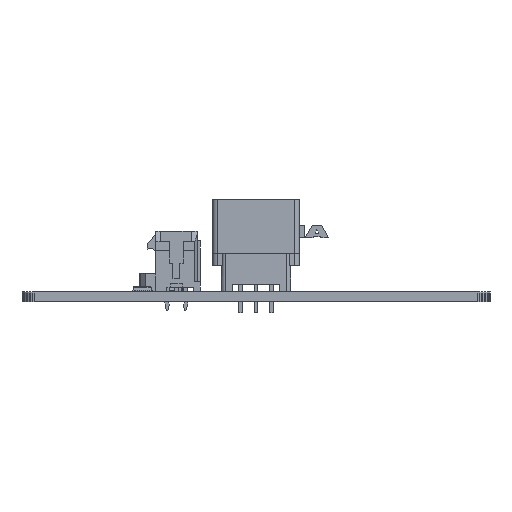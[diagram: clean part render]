
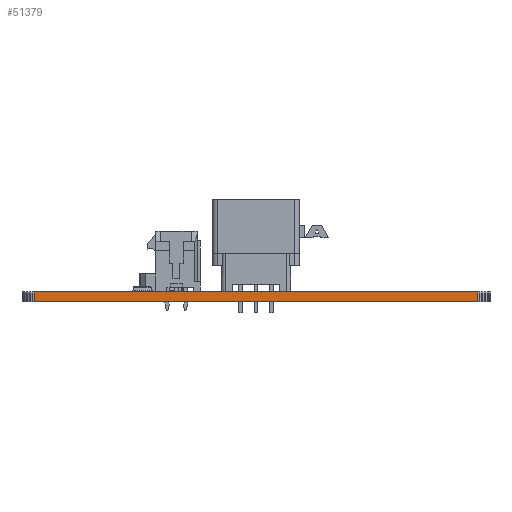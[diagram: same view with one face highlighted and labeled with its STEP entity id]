
A CAD part, front view. The second image highlights one B-rep face of the part: STEP entity #51379.
In plain terms, the highlighted planar face has unit normal (0, -1, 0).
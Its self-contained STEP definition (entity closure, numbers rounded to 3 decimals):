
#41977 = PLANE('',#41978);
#41978 = AXIS2_PLACEMENT_3D('',#41979,#41980,#41981);
#41979 = CARTESIAN_POINT('',(39.2,48.,1.6));
#41980 = DIRECTION('',(-0.,-0.,-1.));
#41981 = DIRECTION('',(-1.,0.,0.));
#42031 = PLANE('',#42032);
#42032 = AXIS2_PLACEMENT_3D('',#42033,#42034,#42035);
#42033 = CARTESIAN_POINT('',(39.2,48.,0.));
#42034 = DIRECTION('',(-0.,-0.,-1.));
#42035 = DIRECTION('',(-1.,0.,0.));
#42728 = VERTEX_POINT('',#42729);
#42729 = CARTESIAN_POINT('',(75.7,-0.,0.));
#42743 = PLANE('',#42744);
#42744 = AXIS2_PLACEMENT_3D('',#42745,#42746,#42747);
#42745 = CARTESIAN_POINT('',(75.985,0.02,0.));
#42746 = DIRECTION('',(0.071,-0.997,0.));
#42747 = DIRECTION('',(-0.997,-0.071,0.));
#42755 = EDGE_CURVE('',#42728,#42756,#42758,.T.);
#42756 = VERTEX_POINT('',#42757);
#42757 = CARTESIAN_POINT('',(2.7,-0.,0.));
#42758 = SURFACE_CURVE('',#42759,(#42763,#42770),.PCURVE_S1.);
#42759 = LINE('',#42760,#42761);
#42760 = CARTESIAN_POINT('',(75.7,-0.,0.));
#42761 = VECTOR('',#42762,1.);
#42762 = DIRECTION('',(-1.,0.,0.));
#42763 = PCURVE('',#42031,#42764);
#42764 = DEFINITIONAL_REPRESENTATION('',(#42765),#42769);
#42765 = LINE('',#42766,#42767);
#42766 = CARTESIAN_POINT('',(-36.5,-48.));
#42767 = VECTOR('',#42768,1.);
#42768 = DIRECTION('',(1.,0.));
#42769 = ( GEOMETRIC_REPRESENTATION_CONTEXT(2) 
PARAMETRIC_REPRESENTATION_CONTEXT() REPRESENTATION_CONTEXT('2D SPACE',''
  ) );
#42770 = PCURVE('',#42771,#42776);
#42771 = PLANE('',#42772);
#42772 = AXIS2_PLACEMENT_3D('',#42773,#42774,#42775);
#42773 = CARTESIAN_POINT('',(75.7,0.,0.));
#42774 = DIRECTION('',(0.,-1.,0.));
#42775 = DIRECTION('',(-1.,0.,0.));
#42776 = DEFINITIONAL_REPRESENTATION('',(#42777),#42781);
#42777 = LINE('',#42778,#42779);
#42778 = CARTESIAN_POINT('',(0.,0.));
#42779 = VECTOR('',#42780,1.);
#42780 = DIRECTION('',(1.,0.));
#42781 = ( GEOMETRIC_REPRESENTATION_CONTEXT(2) 
PARAMETRIC_REPRESENTATION_CONTEXT() REPRESENTATION_CONTEXT('2D SPACE',''
  ) );
#42799 = PLANE('',#42800);
#42800 = AXIS2_PLACEMENT_3D('',#42801,#42802,#42803);
#42801 = CARTESIAN_POINT('',(2.7,0.,0.));
#42802 = DIRECTION('',(-0.071,-0.997,0.));
#42803 = DIRECTION('',(-0.997,0.071,0.));
#47007 = VERTEX_POINT('',#47008);
#47008 = CARTESIAN_POINT('',(75.7,0.,1.6));
#47029 = EDGE_CURVE('',#47007,#47030,#47032,.T.);
#47030 = VERTEX_POINT('',#47031);
#47031 = CARTESIAN_POINT('',(2.7,0.,1.6));
#47032 = SURFACE_CURVE('',#47033,(#47037,#47044),.PCURVE_S1.);
#47033 = LINE('',#47034,#47035);
#47034 = CARTESIAN_POINT('',(75.7,0.,1.6));
#47035 = VECTOR('',#47036,1.);
#47036 = DIRECTION('',(-1.,0.,0.));
#47037 = PCURVE('',#41977,#47038);
#47038 = DEFINITIONAL_REPRESENTATION('',(#47039),#47043);
#47039 = LINE('',#47040,#47041);
#47040 = CARTESIAN_POINT('',(-36.5,-48.));
#47041 = VECTOR('',#47042,1.);
#47042 = DIRECTION('',(1.,0.));
#47043 = ( GEOMETRIC_REPRESENTATION_CONTEXT(2) 
PARAMETRIC_REPRESENTATION_CONTEXT() REPRESENTATION_CONTEXT('2D SPACE',''
  ) );
#47044 = PCURVE('',#42771,#47045);
#47045 = DEFINITIONAL_REPRESENTATION('',(#47046),#47050);
#47046 = LINE('',#47047,#47048);
#47047 = CARTESIAN_POINT('',(0.,-1.6));
#47048 = VECTOR('',#47049,1.);
#47049 = DIRECTION('',(1.,0.));
#47050 = ( GEOMETRIC_REPRESENTATION_CONTEXT(2) 
PARAMETRIC_REPRESENTATION_CONTEXT() REPRESENTATION_CONTEXT('2D SPACE',''
  ) );
#51331 = EDGE_CURVE('',#42728,#47007,#51332,.T.);
#51332 = SURFACE_CURVE('',#51333,(#51337,#51344),.PCURVE_S1.);
#51333 = LINE('',#51334,#51335);
#51334 = CARTESIAN_POINT('',(75.7,-0.,0.));
#51335 = VECTOR('',#51336,1.);
#51336 = DIRECTION('',(0.,0.,1.));
#51337 = PCURVE('',#42743,#51338);
#51338 = DEFINITIONAL_REPRESENTATION('',(#51339),#51343);
#51339 = LINE('',#51340,#51341);
#51340 = CARTESIAN_POINT('',(0.285,0.));
#51341 = VECTOR('',#51342,1.);
#51342 = DIRECTION('',(0.,-1.));
#51343 = ( GEOMETRIC_REPRESENTATION_CONTEXT(2) 
PARAMETRIC_REPRESENTATION_CONTEXT() REPRESENTATION_CONTEXT('2D SPACE',''
  ) );
#51344 = PCURVE('',#42771,#51345);
#51345 = DEFINITIONAL_REPRESENTATION('',(#51346),#51350);
#51346 = LINE('',#51347,#51348);
#51347 = CARTESIAN_POINT('',(0.,0.));
#51348 = VECTOR('',#51349,1.);
#51349 = DIRECTION('',(0.,-1.));
#51350 = ( GEOMETRIC_REPRESENTATION_CONTEXT(2) 
PARAMETRIC_REPRESENTATION_CONTEXT() REPRESENTATION_CONTEXT('2D SPACE',''
  ) );
#51379 = ADVANCED_FACE('',(#51380),#42771,.T.);
#51380 = FACE_BOUND('',#51381,.T.);
#51381 = EDGE_LOOP('',(#51382,#51383,#51384,#51405));
#51382 = ORIENTED_EDGE('',*,*,#51331,.T.);
#51383 = ORIENTED_EDGE('',*,*,#47029,.T.);
#51384 = ORIENTED_EDGE('',*,*,#51385,.F.);
#51385 = EDGE_CURVE('',#42756,#47030,#51386,.T.);
#51386 = SURFACE_CURVE('',#51387,(#51391,#51398),.PCURVE_S1.);
#51387 = LINE('',#51388,#51389);
#51388 = CARTESIAN_POINT('',(2.7,-0.,0.));
#51389 = VECTOR('',#51390,1.);
#51390 = DIRECTION('',(0.,0.,1.));
#51391 = PCURVE('',#42771,#51392);
#51392 = DEFINITIONAL_REPRESENTATION('',(#51393),#51397);
#51393 = LINE('',#51394,#51395);
#51394 = CARTESIAN_POINT('',(73.,0.));
#51395 = VECTOR('',#51396,1.);
#51396 = DIRECTION('',(0.,-1.));
#51397 = ( GEOMETRIC_REPRESENTATION_CONTEXT(2) 
PARAMETRIC_REPRESENTATION_CONTEXT() REPRESENTATION_CONTEXT('2D SPACE',''
  ) );
#51398 = PCURVE('',#42799,#51399);
#51399 = DEFINITIONAL_REPRESENTATION('',(#51400),#51404);
#51400 = LINE('',#51401,#51402);
#51401 = CARTESIAN_POINT('',(0.,-0.));
#51402 = VECTOR('',#51403,1.);
#51403 = DIRECTION('',(0.,-1.));
#51404 = ( GEOMETRIC_REPRESENTATION_CONTEXT(2) 
PARAMETRIC_REPRESENTATION_CONTEXT() REPRESENTATION_CONTEXT('2D SPACE',''
  ) );
#51405 = ORIENTED_EDGE('',*,*,#42755,.F.);
